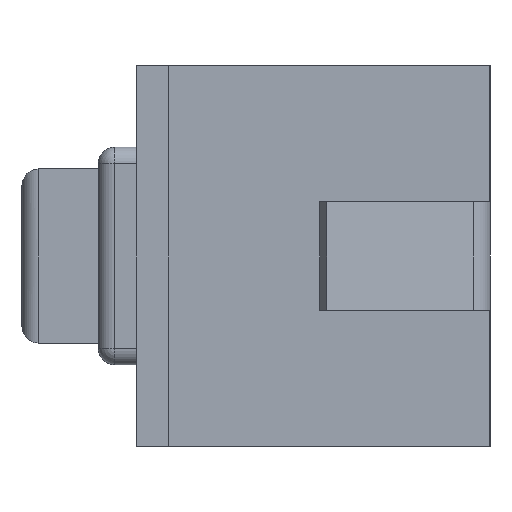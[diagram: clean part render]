
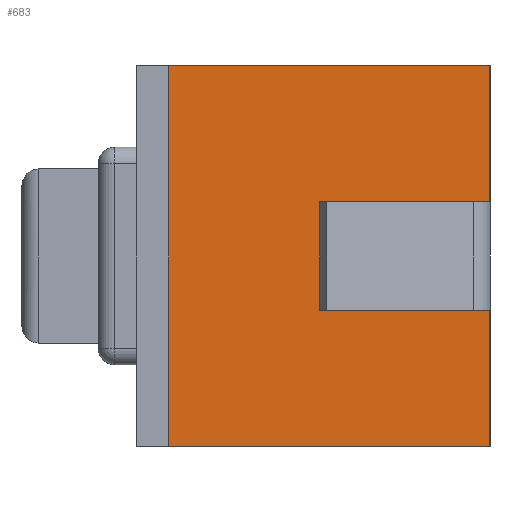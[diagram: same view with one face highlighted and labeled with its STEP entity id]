
A CAD part, left-side view. The second image highlights one B-rep face of the part: STEP entity #683.
In plain terms, the highlighted planar face has unit normal (-1, 0, 0).
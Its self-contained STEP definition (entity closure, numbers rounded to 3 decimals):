
#87 = VERTEX_POINT ( 'NONE', #2447 ) ;
#185 = VERTEX_POINT ( 'NONE', #955 ) ;
#230 = EDGE_CURVE ( 'NONE', #185, #87, #1682, .T. ) ;
#262 = VERTEX_POINT ( 'NONE', #2294 ) ;
#403 = DIRECTION ( 'NONE',  ( 0., 0., 1. ) ) ;
#572 = DIRECTION ( 'NONE',  ( 1., 0., 0. ) ) ;
#573 = VECTOR ( 'NONE', #1053, 1000. ) ;
#683 = ADVANCED_FACE ( 'NONE', ( #2601 ), #1825, .F. ) ;
#716 = VECTOR ( 'NONE', #2503, 1000. ) ;
#860 = LINE ( 'NONE', #1497, #573 ) ;
#955 = CARTESIAN_POINT ( 'NONE',  ( -3., 2.95, -1.75 ) ) ;
#1053 = DIRECTION ( 'NONE',  ( 0., -1., 0. ) ) ;
#1081 = ORIENTED_EDGE ( 'NONE', *, *, #2242, .T. ) ;
#1103 = VECTOR ( 'NONE', #403, 1000. ) ;
#1234 = CARTESIAN_POINT ( 'NONE',  ( -3., 0., -1.75 ) ) ;
#1257 = EDGE_CURVE ( 'NONE', #87, #2233, #860, .T. ) ;
#1293 = AXIS2_PLACEMENT_3D ( 'NONE', #1612, #572, #2652 ) ;
#1450 = CARTESIAN_POINT ( 'NONE',  ( -3., 2.95, -1.75 ) ) ;
#1497 = CARTESIAN_POINT ( 'NONE',  ( -3., 2.95, 1.75 ) ) ;
#1612 = CARTESIAN_POINT ( 'NONE',  ( -3., 2.95, -1.75 ) ) ;
#1666 = ORIENTED_EDGE ( 'NONE', *, *, #1257, .F. ) ;
#1682 = LINE ( 'NONE', #1450, #716 ) ;
#1825 = PLANE ( 'NONE',  #1293 ) ;
#1923 = ORIENTED_EDGE ( 'NONE', *, *, #1981, .T. ) ;
#1963 = VECTOR ( 'NONE', #2419, 1000. ) ;
#1981 = EDGE_CURVE ( 'NONE', #185, #262, #2002, .T. ) ;
#2002 = LINE ( 'NONE', #2195, #1963 ) ;
#2127 = ORIENTED_EDGE ( 'NONE', *, *, #230, .F. ) ;
#2165 = EDGE_LOOP ( 'NONE', ( #1081, #1666, #2127, #1923 ) ) ;
#2195 = CARTESIAN_POINT ( 'NONE',  ( -3., 2.95, -1.75 ) ) ;
#2233 = VERTEX_POINT ( 'NONE', #2636 ) ;
#2242 = EDGE_CURVE ( 'NONE', #262, #2233, #2380, .T. ) ;
#2294 = CARTESIAN_POINT ( 'NONE',  ( -3., 0., -1.75 ) ) ;
#2380 = LINE ( 'NONE', #1234, #1103 ) ;
#2419 = DIRECTION ( 'NONE',  ( 0., -1., 0. ) ) ;
#2447 = CARTESIAN_POINT ( 'NONE',  ( -3., 2.95, 1.75 ) ) ;
#2503 = DIRECTION ( 'NONE',  ( 0., 0., 1. ) ) ;
#2601 = FACE_OUTER_BOUND ( 'NONE', #2165, .T. ) ;
#2636 = CARTESIAN_POINT ( 'NONE',  ( -3., 0., 1.75 ) ) ;
#2652 = DIRECTION ( 'NONE',  ( 0., 0., -1. ) ) ;
